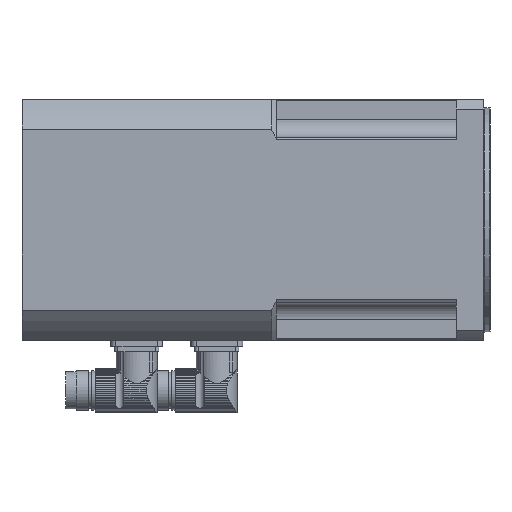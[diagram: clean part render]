
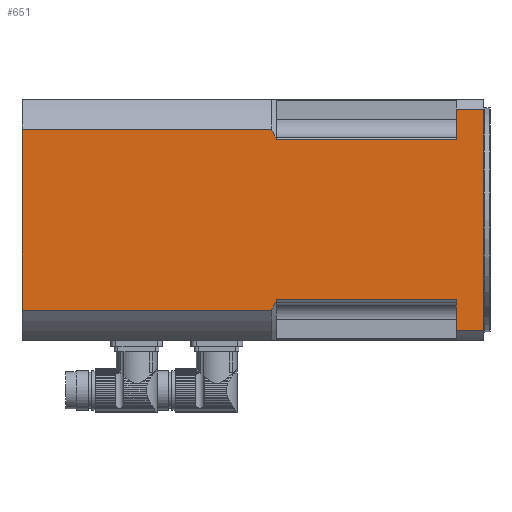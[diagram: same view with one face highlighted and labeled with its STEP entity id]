
A CAD part, left-side view. The second image highlights one B-rep face of the part: STEP entity #651.
In plain terms, the highlighted planar face has unit normal (-1, 0, 0).
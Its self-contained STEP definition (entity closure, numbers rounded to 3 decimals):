
#651=ADVANCED_FACE('',(#975),#916,.T.);
#916=PLANE('',#4759);
#975=FACE_OUTER_BOUND('',#1214,.T.);
#1214=EDGE_LOOP('',(#1685,#1686,#1687,#1688,#1689,#1690,#1691,#1692,#1693,
#1694,#1695,#1696,#1697,#1698));
#1537=B_SPLINE_CURVE_WITH_KNOTS('',3,(#6627,#6628,#6629,#6630),.UNSPECIFIED.,
.F.,.F.,(4,4),(0.,1.),.UNSPECIFIED.);
#1538=B_SPLINE_CURVE_WITH_KNOTS('',3,(#6650,#6651,#6652,#6653),.UNSPECIFIED.,
.F.,.F.,(4,4),(0.,1.),.UNSPECIFIED.);
#1685=ORIENTED_EDGE('',*,*,#3531,.T.);
#1686=ORIENTED_EDGE('',*,*,#3532,.T.);
#1687=ORIENTED_EDGE('',*,*,#3533,.T.);
#1688=ORIENTED_EDGE('',*,*,#3534,.F.);
#1689=ORIENTED_EDGE('',*,*,#3535,.T.);
#1690=ORIENTED_EDGE('',*,*,#3536,.F.);
#1691=ORIENTED_EDGE('',*,*,#3537,.T.);
#1692=ORIENTED_EDGE('',*,*,#3538,.F.);
#1693=ORIENTED_EDGE('',*,*,#3539,.T.);
#1694=ORIENTED_EDGE('',*,*,#3540,.F.);
#1695=ORIENTED_EDGE('',*,*,#3541,.T.);
#1696=ORIENTED_EDGE('',*,*,#3542,.T.);
#1697=ORIENTED_EDGE('',*,*,#3543,.T.);
#1698=ORIENTED_EDGE('',*,*,#3544,.F.);
#3051=VERTEX_POINT('',#6625);
#3052=VERTEX_POINT('',#6626);
#3053=VERTEX_POINT('',#6631);
#3054=VERTEX_POINT('',#6633);
#3055=VERTEX_POINT('',#6635);
#3056=VERTEX_POINT('',#6637);
#3057=VERTEX_POINT('',#6639);
#3058=VERTEX_POINT('',#6641);
#3059=VERTEX_POINT('',#6643);
#3060=VERTEX_POINT('',#6645);
#3061=VERTEX_POINT('',#6647);
#3062=VERTEX_POINT('',#6649);
#3063=VERTEX_POINT('',#6654);
#3064=VERTEX_POINT('',#6656);
#3531=EDGE_CURVE('',#3051,#3052,#4214,.T.);
#3532=EDGE_CURVE('',#3052,#3053,#1537,.T.);
#3533=EDGE_CURVE('',#3053,#3054,#4215,.T.);
#3534=EDGE_CURVE('',#3055,#3054,#4216,.T.);
#3535=EDGE_CURVE('',#3055,#3056,#4217,.T.);
#3536=EDGE_CURVE('',#3057,#3056,#4218,.T.);
#3537=EDGE_CURVE('',#3057,#3058,#4219,.T.);
#3538=EDGE_CURVE('',#3059,#3058,#4220,.T.);
#3539=EDGE_CURVE('',#3059,#3060,#4221,.T.);
#3540=EDGE_CURVE('',#3061,#3060,#4222,.T.);
#3541=EDGE_CURVE('',#3061,#3062,#4223,.T.);
#3542=EDGE_CURVE('',#3062,#3063,#1538,.T.);
#3543=EDGE_CURVE('',#3063,#3064,#4224,.T.);
#3544=EDGE_CURVE('',#3051,#3064,#4225,.T.);
#4214=LINE('',#6624,#4486);
#4215=LINE('',#6632,#4487);
#4216=LINE('',#6634,#4488);
#4217=LINE('',#6636,#4489);
#4218=LINE('',#6638,#4490);
#4219=LINE('',#6640,#4491);
#4220=LINE('',#6642,#4492);
#4221=LINE('',#6644,#4493);
#4222=LINE('',#6646,#4494);
#4223=LINE('',#6648,#4495);
#4224=LINE('',#6655,#4496);
#4225=LINE('',#6657,#4497);
#4486=VECTOR('',#5291,1.);
#4487=VECTOR('',#5292,1.);
#4488=VECTOR('',#5293,1.);
#4489=VECTOR('',#5294,1.);
#4490=VECTOR('',#5295,1.);
#4491=VECTOR('',#5296,1.);
#4492=VECTOR('',#5297,1.);
#4493=VECTOR('',#5298,1.);
#4494=VECTOR('',#5299,1.);
#4495=VECTOR('',#5300,1.);
#4496=VECTOR('',#5301,1.);
#4497=VECTOR('',#5302,1.);
#4759=AXIS2_PLACEMENT_3D('',#6658,#5303,#5304);
#5291=DIRECTION('',(0.,-1.,0.));
#5292=DIRECTION('',(0.,0.,1.));
#5293=DIRECTION('',(0.,1.,0.));
#5294=DIRECTION('',(0.,0.,-1.));
#5295=DIRECTION('',(0.,1.,0.));
#5296=DIRECTION('',(0.,0.,1.));
#5297=DIRECTION('',(0.,-1.,0.));
#5298=DIRECTION('',(0.,0.,-1.));
#5299=DIRECTION('',(0.,-1.,0.));
#5300=DIRECTION('',(0.,0.,1.));
#5301=DIRECTION('',(0.,1.,0.));
#5302=DIRECTION('',(0.,0.,1.));
#5303=DIRECTION('',(-1.,0.,0.));
#5304=DIRECTION('',(0.,0.,1.));
#6624=CARTESIAN_POINT('',(-35.,120.,-17.5));
#6625=CARTESIAN_POINT('',(-35.,267.5,-17.5));
#6626=CARTESIAN_POINT('',(-35.,123.,-17.5));
#6627=CARTESIAN_POINT('',(-35.,123.,-17.5));
#6628=CARTESIAN_POINT('',(-35.,121.975,-15.792));
#6629=CARTESIAN_POINT('',(-35.,120.974,-14.069));
#6630=CARTESIAN_POINT('',(-35.,120.,-12.331));
#6631=CARTESIAN_POINT('',(-35.,120.,-12.331));
#6632=CARTESIAN_POINT('',(-35.,120.,-35.));
#6633=CARTESIAN_POINT('',(-35.,120.,-11.433));
#6634=CARTESIAN_POINT('',(-35.,120.,-11.433));
#6635=CARTESIAN_POINT('',(-35.,15.5,-11.433));
#6636=CARTESIAN_POINT('',(-35.,15.5,-35.));
#6637=CARTESIAN_POINT('',(-35.,15.5,-29.226));
#6638=CARTESIAN_POINT('',(-35.,-0.5,-29.226));
#6639=CARTESIAN_POINT('',(-35.,-0.5,-29.226));
#6640=CARTESIAN_POINT('',(-35.,-0.5,-35.));
#6641=CARTESIAN_POINT('',(-35.,-0.5,99.226));
#6642=CARTESIAN_POINT('',(-35.,-0.5,99.226));
#6643=CARTESIAN_POINT('',(-35.,15.5,99.226));
#6644=CARTESIAN_POINT('',(-35.,15.5,-35.));
#6645=CARTESIAN_POINT('',(-35.,15.5,81.433));
#6646=CARTESIAN_POINT('',(-35.,120.,81.433));
#6647=CARTESIAN_POINT('',(-35.,120.,81.433));
#6648=CARTESIAN_POINT('',(-35.,120.,-35.));
#6649=CARTESIAN_POINT('',(-35.,120.,82.331));
#6650=CARTESIAN_POINT('',(-35.,120.,82.331));
#6651=CARTESIAN_POINT('',(-35.,120.974,84.069));
#6652=CARTESIAN_POINT('',(-35.,121.975,85.792));
#6653=CARTESIAN_POINT('',(-35.,123.,87.5));
#6654=CARTESIAN_POINT('',(-35.,123.,87.5));
#6655=CARTESIAN_POINT('',(-35.,120.,87.5));
#6656=CARTESIAN_POINT('',(-35.,267.5,87.5));
#6657=CARTESIAN_POINT('',(-35.,267.5,-35.));
#6658=CARTESIAN_POINT('',(-35.,59.75,-35.));
